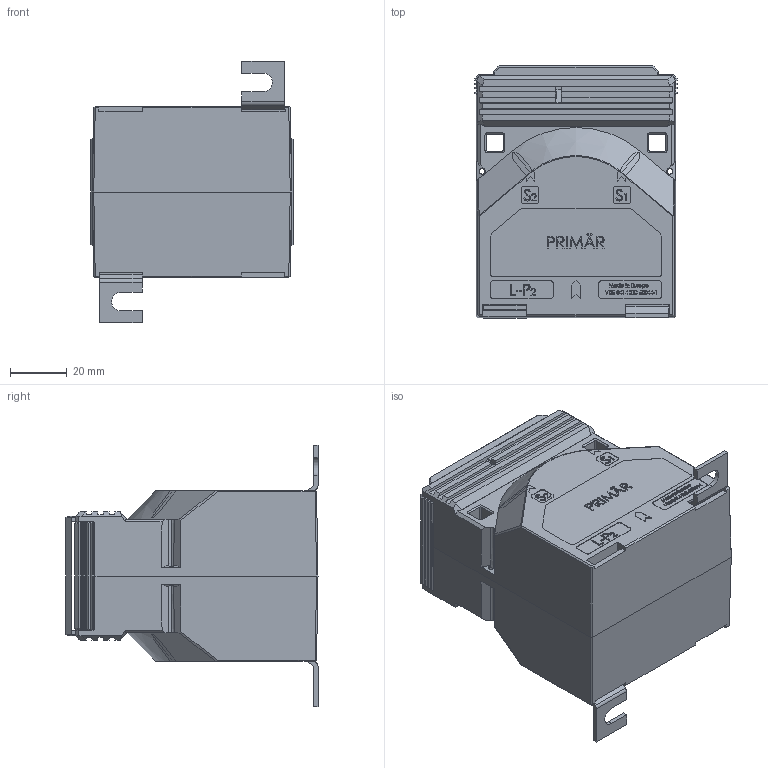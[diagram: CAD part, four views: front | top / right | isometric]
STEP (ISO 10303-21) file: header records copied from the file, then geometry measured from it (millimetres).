
FILE_DESCRIPTION (( 'STEP AP214' ), '1' );
FILE_NAME ('WSK60_kpl.STEP', '2012-01-16T09:25:04', ( ' ' ), ( '' ), 'SwSTEP 2.0', 'SolidWorks 2010', '' );
FILE_SCHEMA (( 'AUTOMOTIVE_DESIGN' ));
Length unit declared in the file: millimetre
Products named in the file (6): WSK60; WSK60_Gehäuseoberteil; Fusswinkel_1,5; Verschlussklappe_38mm; Plombierplatte_D; WSK60_kpl
Assembly tree (7 placements, depth 2):
  WSK60_kpl
    Fusswinkel_1,5  x2
    WSK60
    Verschlussklappe_38mm  x2
    WSK60_Gehäuseoberteil
    Plombierplatte_D
Bounding box: 71 x 88.5 x 92 mm (x, y, z)
Volume: 299573.9 mm3; surface area: 57118.1 mm2
Topology: 7 solids, 7 shells, 1674 faces, 4435 edges, 2916 vertices
Faces by surface type: plane 1156, bspline 354, cylinder 96, cone 54, sphere 8, torus 6
Entity records: 68229 total; most frequent: CARTESIAN_POINT 30597, ORIENTED_EDGE 8502, DIRECTION 6197, EDGE_CURVE 4251, VECTOR 3249, LINE 3249, VERTEX_POINT 2802, EDGE_LOOP 1757
